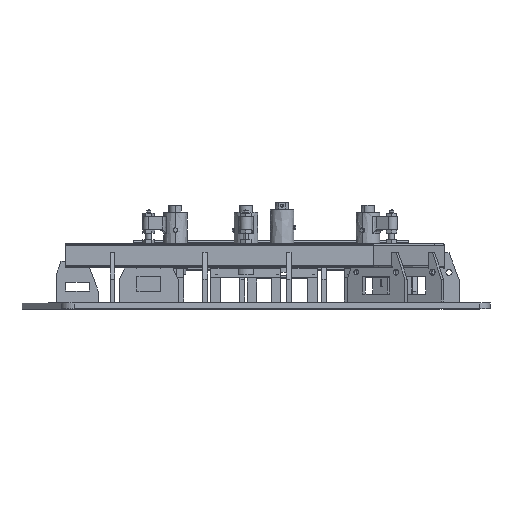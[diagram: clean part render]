
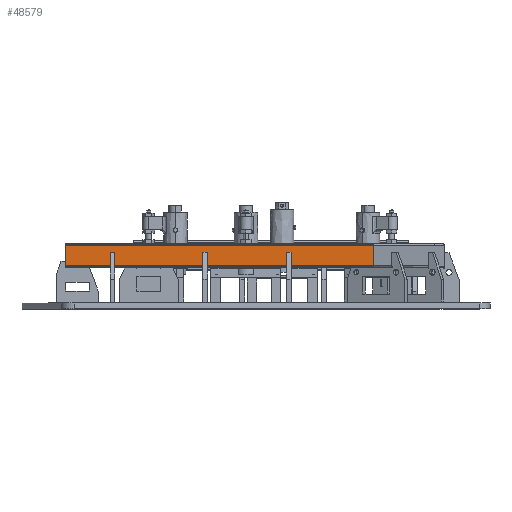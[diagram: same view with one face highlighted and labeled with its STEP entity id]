
A CAD part, top view. The second image highlights one B-rep face of the part: STEP entity #48579.
In plain terms, the highlighted free-form (B-spline) face has degree [1, 1] with [2, 2] control points.
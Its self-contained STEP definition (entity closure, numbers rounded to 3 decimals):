
#48547 = VERTEX_POINT('',#48548);
#48548 = CARTESIAN_POINT('',(828.154,2742.389,
    250.984));
#48560 = EDGE_CURVE('',#48547,#48561,#48563,.T.);
#48561 = VERTEX_POINT('',#48562);
#48562 = CARTESIAN_POINT('',(386.518,2742.389,
    250.984));
#48563 = B_SPLINE_CURVE_WITH_KNOTS('',1,(#48564,#48565),.UNSPECIFIED.,
  .F.,.F.,(2,2),(-259.511,259.577),
  .PIECEWISE_BEZIER_KNOTS.);
#48564 = CARTESIAN_POINT('',(828.154,2742.389,
    250.984));
#48565 = CARTESIAN_POINT('',(386.518,2742.389,
    250.984));
#48579 = ADVANCED_FACE('',(#48580),#48602,.F.);
#48580 = FACE_BOUND('',#48581,.T.);
#48581 = EDGE_LOOP('',(#48582,#48589,#48590,#48597));
#48582 = ORIENTED_EDGE('',*,*,#48583,.T.);
#48583 = EDGE_CURVE('',#48584,#48561,#48586,.T.);
#48584 = VERTEX_POINT('',#48585);
#48585 = CARTESIAN_POINT('',(386.518,2772.166,
    250.984));
#48586 = B_SPLINE_CURVE_WITH_KNOTS('',1,(#48587,#48588),.UNSPECIFIED.,
  .F.,.F.,(2,2),(-17.5,17.5),.PIECEWISE_BEZIER_KNOTS.);
#48587 = CARTESIAN_POINT('',(386.518,2772.166,
    250.984));
#48588 = CARTESIAN_POINT('',(386.518,2742.389,
    250.984));
#48589 = ORIENTED_EDGE('',*,*,#48560,.F.);
#48590 = ORIENTED_EDGE('',*,*,#48591,.F.);
#48591 = EDGE_CURVE('',#48592,#48547,#48594,.T.);
#48592 = VERTEX_POINT('',#48593);
#48593 = CARTESIAN_POINT('',(828.154,2772.166,
    250.984));
#48594 = B_SPLINE_CURVE_WITH_KNOTS('',1,(#48595,#48596),.UNSPECIFIED.,
  .F.,.F.,(2,2),(-17.5,17.5),.PIECEWISE_BEZIER_KNOTS.);
#48595 = CARTESIAN_POINT('',(828.154,2772.166,
    250.984));
#48596 = CARTESIAN_POINT('',(828.154,2742.389,
    250.984));
#48597 = ORIENTED_EDGE('',*,*,#48598,.T.);
#48598 = EDGE_CURVE('',#48592,#48584,#48599,.T.);
#48599 = B_SPLINE_CURVE_WITH_KNOTS('',1,(#48600,#48601),.UNSPECIFIED.,
  .F.,.F.,(2,2),(-259.544,259.544),
  .PIECEWISE_BEZIER_KNOTS.);
#48600 = CARTESIAN_POINT('',(828.154,2772.166,
    250.984));
#48601 = CARTESIAN_POINT('',(386.518,2772.166,
    250.984));
#48602 = B_SPLINE_SURFACE_WITH_KNOTS('',1,1,(
    (#48603,#48604)
    ,(#48605,#48606
    )),.UNSPECIFIED.,.F.,.F.,.F.,(2,2),(2,2),(0.,35.),(
    -443.971,75.116),.PIECEWISE_BEZIER_KNOTS.);
#48603 = CARTESIAN_POINT('',(828.154,2772.166,
    250.984));
#48604 = CARTESIAN_POINT('',(386.518,2772.166,
    250.984));
#48605 = CARTESIAN_POINT('',(828.154,2742.389,
    250.984));
#48606 = CARTESIAN_POINT('',(386.518,2742.389,
    250.984));
